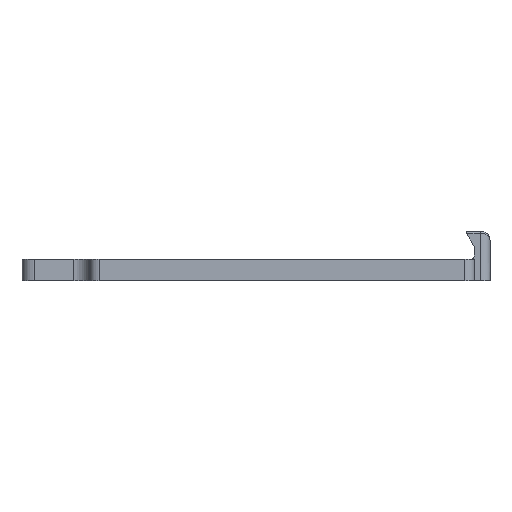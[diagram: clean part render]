
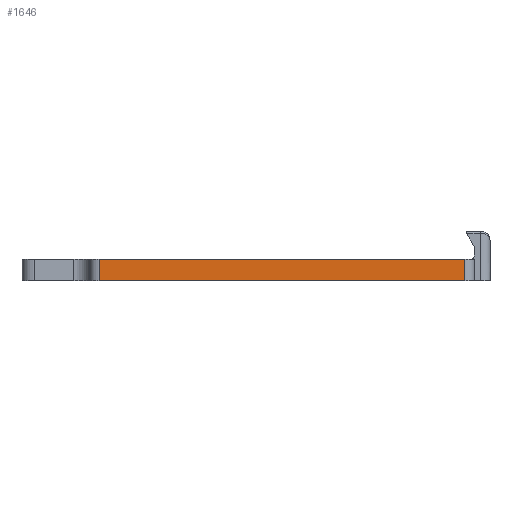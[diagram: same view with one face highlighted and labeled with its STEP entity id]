
A CAD part, left-side view. The second image highlights one B-rep face of the part: STEP entity #1646.
In plain terms, the highlighted planar face has unit normal (-1, 0, 0).
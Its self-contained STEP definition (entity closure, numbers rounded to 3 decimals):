
#211 = DIRECTION ( 'NONE',  ( -1., 0., 0. ) ) ;
#314 = ORIENTED_EDGE ( 'NONE', *, *, #840, .T. ) ;
#365 = LINE ( 'NONE', #802, #816 ) ;
#512 = DIRECTION ( 'NONE',  ( 0., -1., 0. ) ) ;
#531 = CARTESIAN_POINT ( 'NONE',  ( -112., 14.91, -153.458 ) ) ;
#557 = CARTESIAN_POINT ( 'NONE',  ( -112., 11.91, 6.8 ) ) ;
#578 = VECTOR ( 'NONE', #1926, 1000. ) ;
#646 = ORIENTED_EDGE ( 'NONE', *, *, #2145, .F. ) ;
#700 = ORIENTED_EDGE ( 'NONE', *, *, #1998, .T. ) ;
#802 = CARTESIAN_POINT ( 'NONE',  ( -112., 11.91, -153.458 ) ) ;
#816 = VECTOR ( 'NONE', #1278, 1000. ) ;
#822 = VECTOR ( 'NONE', #1627, 1000. ) ;
#840 = EDGE_CURVE ( 'NONE', #928, #1350, #2220, .T. ) ;
#928 = VERTEX_POINT ( 'NONE', #1378 ) ;
#1074 = LINE ( 'NONE', #1969, #578 ) ;
#1089 = EDGE_CURVE ( 'NONE', #1528, #1350, #1294, .T. ) ;
#1171 = EDGE_LOOP ( 'NONE', ( #646, #314, #2187, #700 ) ) ;
#1273 = CARTESIAN_POINT ( 'NONE',  ( -112., -103., -153.458 ) ) ;
#1278 = DIRECTION ( 'NONE',  ( 0., 0., -1. ) ) ;
#1290 = DIRECTION ( 'NONE',  ( 0., 0., 1. ) ) ;
#1294 = LINE ( 'NONE', #1623, #822 ) ;
#1308 = AXIS2_PLACEMENT_3D ( 'NONE', #531, #211, #512 ) ;
#1317 = VERTEX_POINT ( 'NONE', #1995 ) ;
#1350 = VERTEX_POINT ( 'NONE', #2086 ) ;
#1378 = CARTESIAN_POINT ( 'NONE',  ( -112., -103., 0. ) ) ;
#1528 = VERTEX_POINT ( 'NONE', #557 ) ;
#1623 = CARTESIAN_POINT ( 'NONE',  ( -112., 14.91, 6.8 ) ) ;
#1627 = DIRECTION ( 'NONE',  ( 0., -1., 0. ) ) ;
#1646 = ADVANCED_FACE ( 'NONE', ( #2036 ), #2084, .T. ) ;
#1766 = VECTOR ( 'NONE', #1290, 1000. ) ;
#1926 = DIRECTION ( 'NONE',  ( 0., 1., 0. ) ) ;
#1969 = CARTESIAN_POINT ( 'NONE',  ( -112., 14.91, 0. ) ) ;
#1995 = CARTESIAN_POINT ( 'NONE',  ( -112., 11.91, 0. ) ) ;
#1998 = EDGE_CURVE ( 'NONE', #1528, #1317, #365, .T. ) ;
#2036 = FACE_OUTER_BOUND ( 'NONE', #1171, .T. ) ;
#2084 = PLANE ( 'NONE',  #1308 ) ;
#2086 = CARTESIAN_POINT ( 'NONE',  ( -112., -103., 6.8 ) ) ;
#2145 = EDGE_CURVE ( 'NONE', #928, #1317, #1074, .T. ) ;
#2187 = ORIENTED_EDGE ( 'NONE', *, *, #1089, .F. ) ;
#2220 = LINE ( 'NONE', #1273, #1766 ) ;
